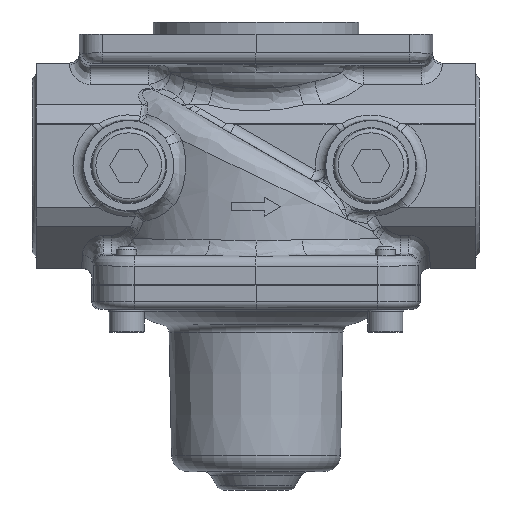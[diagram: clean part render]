
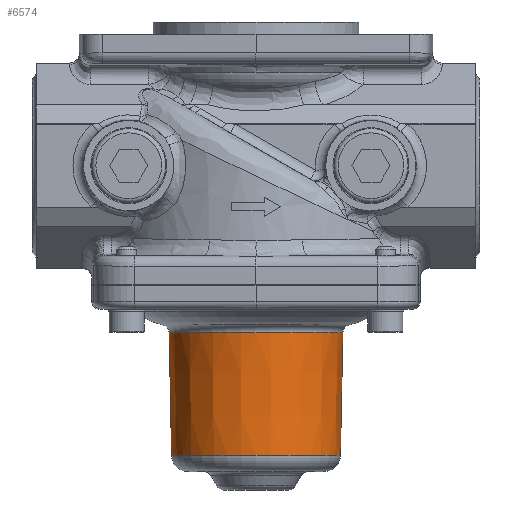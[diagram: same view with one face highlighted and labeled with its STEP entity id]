
A CAD part, front view. The second image highlights one B-rep face of the part: STEP entity #6574.
In plain terms, the highlighted conical face has half-angle 1.117 degrees and reference radius 21.192 mm.
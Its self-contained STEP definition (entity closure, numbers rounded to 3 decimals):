
#4790=CONICAL_SURFACE('',#14711,21.192,1.117);
#5994=CIRCLE('',#14664,21.159);
#6018=CIRCLE('',#14710,20.576);
#6574=ADVANCED_FACE('',(#7016,#7017),#4790,.T.);
#7016=FACE_BOUND('',#7698,.T.);
#7017=FACE_BOUND('',#7699,.T.);
#7698=EDGE_LOOP('',(#11152));
#7699=EDGE_LOOP('',(#11153));
#11152=ORIENTED_EDGE('',*,*,#13513,.T.);
#11153=ORIENTED_EDGE('',*,*,#13557,.T.);
#12233=VERTEX_POINT('',#24831);
#12265=VERTEX_POINT('',#24925);
#13513=EDGE_CURVE('',#12233,#12233,#5994,.T.);
#13557=EDGE_CURVE('',#12265,#12265,#6018,.T.);
#14664=AXIS2_PLACEMENT_3D('',#24830,#16816,#16817);
#14710=AXIS2_PLACEMENT_3D('',#24924,#16924,#16925);
#14711=AXIS2_PLACEMENT_3D('',#24926,#16926,#16927);
#16816=DIRECTION('',(0.,0.,-1.));
#16817=DIRECTION('',(-1.,0.,0.));
#16924=DIRECTION('',(0.,0.,1.));
#16925=DIRECTION('',(1.,0.,0.));
#16926=DIRECTION('',(0.,0.,1.));
#16927=DIRECTION('',(-1.,0.,0.));
#24830=CARTESIAN_POINT('',(0.,0.,
-19.193));
#24831=CARTESIAN_POINT('',(-21.159,0.,-19.193));
#24924=CARTESIAN_POINT('',(0.,0.,
-49.078));
#24925=CARTESIAN_POINT('',(20.576,0.,-49.078));
#24926=CARTESIAN_POINT('',(0.,0.,
-17.5));
